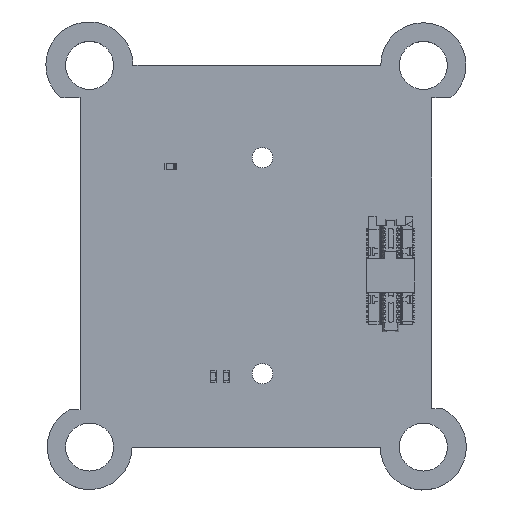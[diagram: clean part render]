
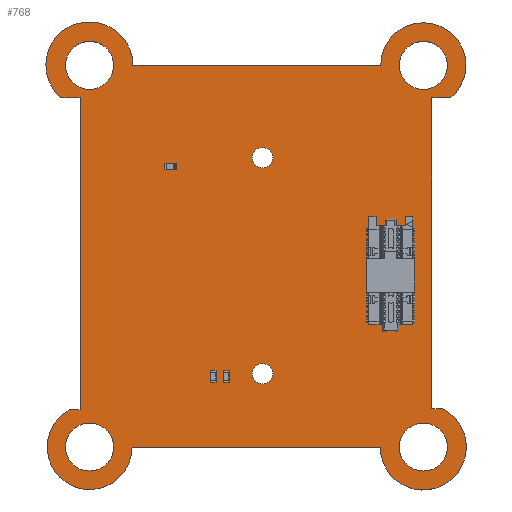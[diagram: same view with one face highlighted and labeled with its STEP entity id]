
A CAD part, top view. The second image highlights one B-rep face of the part: STEP entity #768.
In plain terms, the highlighted planar face has unit normal (0, 0, 1).
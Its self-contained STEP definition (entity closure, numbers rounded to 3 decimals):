
#67 = VERTEX_POINT('',#68);
#68 = CARTESIAN_POINT('',(30.2,-85.7,0.));
#85 = VERTEX_POINT('',#86);
#86 = CARTESIAN_POINT('',(30.2,-111.7,0.));
#92 = EDGE_CURVE('',#67,#85,#93,.T.);
#93 = LINE('',#94,#95);
#94 = CARTESIAN_POINT('',(30.2,-85.7,0.));
#95 = VECTOR('',#96,1.);
#96 = DIRECTION('',(0.,-1.,0.));
#116 = VERTEX_POINT('',#117);
#117 = CARTESIAN_POINT('',(29.3,-85.7,0.));
#123 = EDGE_CURVE('',#67,#116,#124,.T.);
#124 = LINE('',#125,#126);
#125 = CARTESIAN_POINT('',(30.2,-85.7,0.));
#126 = VECTOR('',#127,1.);
#127 = DIRECTION('',(-1.,0.,0.));
#147 = VERTEX_POINT('',#148);
#148 = CARTESIAN_POINT('',(29.3,-111.7,0.));
#154 = EDGE_CURVE('',#85,#147,#155,.T.);
#155 = LINE('',#156,#157);
#156 = CARTESIAN_POINT('',(30.2,-111.7,0.));
#157 = VECTOR('',#158,1.);
#158 = DIRECTION('',(-1.,0.,0.));
#178 = VERTEX_POINT('',#179);
#179 = CARTESIAN_POINT('',(28.6,-85.7,0.));
#185 = EDGE_CURVE('',#116,#178,#186,.T.);
#186 = LINE('',#187,#188);
#187 = CARTESIAN_POINT('',(29.3,-85.7,0.));
#188 = VECTOR('',#189,1.);
#189 = DIRECTION('',(-1.,0.,0.));
#200 = VERTEX_POINT('',#201);
#201 = CARTESIAN_POINT('',(34.536,-114.8,0.));
#217 = EDGE_CURVE('',#200,#147,#218,.T.);
#218 = CIRCLE('',#219,3.536);
#219 = AXIS2_PLACEMENT_3D('',#220,#221,#222);
#220 = CARTESIAN_POINT('',(31.,-114.8,0.));
#221 = DIRECTION('',(0.,-0.,-1.));
#222 = DIRECTION('',(1.,0.,0.));
#243 = VERTEX_POINT('',#244);
#244 = CARTESIAN_POINT('',(31.,-79.388,0.));
#250 = EDGE_CURVE('',#178,#243,#251,.T.);
#251 = CIRCLE('',#252,3.593);
#252 = AXIS2_PLACEMENT_3D('',#253,#254,#255);
#253 = CARTESIAN_POINT('',(30.949,-82.981,0.));
#254 = DIRECTION('',(0.,0.,-1.));
#255 = DIRECTION('',(-0.654,-0.757,-0.));
#266 = VERTEX_POINT('',#267);
#267 = CARTESIAN_POINT('',(55.222,-114.8,0.));
#282 = EDGE_CURVE('',#266,#200,#283,.T.);
#283 = LINE('',#284,#285);
#284 = CARTESIAN_POINT('',(55.222,-114.8,0.));
#285 = VECTOR('',#286,1.);
#286 = DIRECTION('',(-1.,0.,0.));
#307 = VERTEX_POINT('',#308);
#308 = CARTESIAN_POINT('',(34.612,-83.,0.));
#314 = EDGE_CURVE('',#243,#307,#315,.T.);
#315 = CIRCLE('',#316,3.612);
#316 = AXIS2_PLACEMENT_3D('',#317,#318,#319);
#317 = CARTESIAN_POINT('',(31.,-83.,0.));
#318 = DIRECTION('',(0.,0.,-1.));
#319 = DIRECTION('',(0.,1.,0.));
#330 = VERTEX_POINT('',#331);
#331 = CARTESIAN_POINT('',(60.4,-111.6,0.));
#347 = EDGE_CURVE('',#330,#266,#348,.T.);
#348 = CIRCLE('',#349,3.578);
#349 = AXIS2_PLACEMENT_3D('',#350,#351,#352);
#350 = CARTESIAN_POINT('',(58.8,-114.8,0.));
#351 = DIRECTION('',(0.,0.,-1.));
#352 = DIRECTION('',(0.447,0.894,0.));
#363 = VERTEX_POINT('',#364);
#364 = CARTESIAN_POINT('',(55.253,-83.,0.));
#379 = EDGE_CURVE('',#363,#307,#380,.T.);
#380 = LINE('',#381,#382);
#381 = CARTESIAN_POINT('',(55.253,-83.,0.));
#382 = VECTOR('',#383,1.);
#383 = DIRECTION('',(-1.,0.,0.));
#403 = VERTEX_POINT('',#404);
#404 = CARTESIAN_POINT('',(59.5,-111.6,0.));
#410 = EDGE_CURVE('',#330,#403,#411,.T.);
#411 = LINE('',#412,#413);
#412 = CARTESIAN_POINT('',(60.4,-111.6,0.));
#413 = VECTOR('',#414,1.);
#414 = DIRECTION('',(-1.,0.,0.));
#435 = VERTEX_POINT('',#436);
#436 = CARTESIAN_POINT('',(58.8,-79.453,0.));
#442 = EDGE_CURVE('',#363,#435,#443,.T.);
#443 = CIRCLE('',#444,3.547);
#444 = AXIS2_PLACEMENT_3D('',#445,#446,#447);
#445 = CARTESIAN_POINT('',(58.8,-83.,0.));
#446 = DIRECTION('',(0.,0.,-1.));
#447 = DIRECTION('',(-1.,0.,-0.));
#458 = VERTEX_POINT('',#459);
#459 = CARTESIAN_POINT('',(59.5,-85.7,0.));
#474 = EDGE_CURVE('',#458,#403,#475,.T.);
#475 = LINE('',#476,#477);
#476 = CARTESIAN_POINT('',(59.5,-85.7,0.));
#477 = VECTOR('',#478,1.);
#478 = DIRECTION('',(0.,-1.,0.));
#499 = VERTEX_POINT('',#500);
#500 = CARTESIAN_POINT('',(61.1,-85.7,0.));
#506 = EDGE_CURVE('',#435,#499,#507,.T.);
#507 = CIRCLE('',#508,3.542);
#508 = AXIS2_PLACEMENT_3D('',#509,#510,#511);
#509 = CARTESIAN_POINT('',(58.813,-82.995,0.));
#510 = DIRECTION('',(0.,0.,-1.));
#511 = DIRECTION('',(-0.004,1.,0.));
#522 = VERTEX_POINT('',#523);
#523 = CARTESIAN_POINT('',(60.4,-85.7,0.));
#538 = EDGE_CURVE('',#522,#458,#539,.T.);
#539 = LINE('',#540,#541);
#540 = CARTESIAN_POINT('',(60.4,-85.7,0.));
#541 = VECTOR('',#542,1.);
#542 = DIRECTION('',(-1.,0.,0.));
#560 = EDGE_CURVE('',#499,#522,#561,.T.);
#561 = LINE('',#562,#563);
#562 = CARTESIAN_POINT('',(61.1,-85.7,0.));
#563 = VECTOR('',#564,1.);
#564 = DIRECTION('',(-1.,0.,0.));
#575 = VERTEX_POINT('',#576);
#576 = CARTESIAN_POINT('',(33.,-114.8,0.));
#592 = EDGE_CURVE('',#575,#575,#593,.T.);
#593 = CIRCLE('',#594,2.);
#594 = AXIS2_PLACEMENT_3D('',#595,#596,#597);
#595 = CARTESIAN_POINT('',(31.,-114.8,0.));
#596 = DIRECTION('',(0.,0.,1.));
#597 = DIRECTION('',(1.,0.,0.));
#608 = VERTEX_POINT('',#609);
#609 = CARTESIAN_POINT('',(46.25,-108.69,0.));
#625 = EDGE_CURVE('',#608,#608,#626,.T.);
#626 = CIRCLE('',#627,0.85);
#627 = AXIS2_PLACEMENT_3D('',#628,#629,#630);
#628 = CARTESIAN_POINT('',(45.4,-108.69,0.));
#629 = DIRECTION('',(0.,0.,1.));
#630 = DIRECTION('',(1.,0.,0.));
#641 = VERTEX_POINT('',#642);
#642 = CARTESIAN_POINT('',(60.8,-114.8,0.));
#658 = EDGE_CURVE('',#641,#641,#659,.T.);
#659 = CIRCLE('',#660,2.);
#660 = AXIS2_PLACEMENT_3D('',#661,#662,#663);
#661 = CARTESIAN_POINT('',(58.8,-114.8,0.));
#662 = DIRECTION('',(0.,0.,1.));
#663 = DIRECTION('',(1.,0.,0.));
#674 = VERTEX_POINT('',#675);
#675 = CARTESIAN_POINT('',(33.,-83.,0.));
#691 = EDGE_CURVE('',#674,#674,#692,.T.);
#692 = CIRCLE('',#693,2.);
#693 = AXIS2_PLACEMENT_3D('',#694,#695,#696);
#694 = CARTESIAN_POINT('',(31.,-83.,0.));
#695 = DIRECTION('',(0.,0.,1.));
#696 = DIRECTION('',(1.,0.,0.));
#707 = VERTEX_POINT('',#708);
#708 = CARTESIAN_POINT('',(46.25,-90.69,0.));
#724 = EDGE_CURVE('',#707,#707,#725,.T.);
#725 = CIRCLE('',#726,0.85);
#726 = AXIS2_PLACEMENT_3D('',#727,#728,#729);
#727 = CARTESIAN_POINT('',(45.4,-90.69,0.));
#728 = DIRECTION('',(0.,0.,1.));
#729 = DIRECTION('',(1.,0.,0.));
#740 = VERTEX_POINT('',#741);
#741 = CARTESIAN_POINT('',(60.8,-83.,0.));
#757 = EDGE_CURVE('',#740,#740,#758,.T.);
#758 = CIRCLE('',#759,2.);
#759 = AXIS2_PLACEMENT_3D('',#760,#761,#762);
#760 = CARTESIAN_POINT('',(58.8,-83.,0.));
#761 = DIRECTION('',(0.,0.,1.));
#762 = DIRECTION('',(1.,0.,0.));
#768 = ADVANCED_FACE('',(#769,#787,#790,#793,#796,#799,#802),#805,.T.);
#769 = FACE_BOUND('',#770,.T.);
#770 = EDGE_LOOP('',(#771,#772,#773,#774,#775,#776,#777,#778,#779,#780,
    #781,#782,#783,#784,#785,#786));
#771 = ORIENTED_EDGE('',*,*,#92,.T.);
#772 = ORIENTED_EDGE('',*,*,#154,.T.);
#773 = ORIENTED_EDGE('',*,*,#217,.F.);
#774 = ORIENTED_EDGE('',*,*,#282,.F.);
#775 = ORIENTED_EDGE('',*,*,#347,.F.);
#776 = ORIENTED_EDGE('',*,*,#410,.T.);
#777 = ORIENTED_EDGE('',*,*,#474,.F.);
#778 = ORIENTED_EDGE('',*,*,#538,.F.);
#779 = ORIENTED_EDGE('',*,*,#560,.F.);
#780 = ORIENTED_EDGE('',*,*,#506,.F.);
#781 = ORIENTED_EDGE('',*,*,#442,.F.);
#782 = ORIENTED_EDGE('',*,*,#379,.T.);
#783 = ORIENTED_EDGE('',*,*,#314,.F.);
#784 = ORIENTED_EDGE('',*,*,#250,.F.);
#785 = ORIENTED_EDGE('',*,*,#185,.F.);
#786 = ORIENTED_EDGE('',*,*,#123,.F.);
#787 = FACE_BOUND('',#788,.T.);
#788 = EDGE_LOOP('',(#789));
#789 = ORIENTED_EDGE('',*,*,#592,.F.);
#790 = FACE_BOUND('',#791,.T.);
#791 = EDGE_LOOP('',(#792));
#792 = ORIENTED_EDGE('',*,*,#625,.F.);
#793 = FACE_BOUND('',#794,.T.);
#794 = EDGE_LOOP('',(#795));
#795 = ORIENTED_EDGE('',*,*,#658,.F.);
#796 = FACE_BOUND('',#797,.T.);
#797 = EDGE_LOOP('',(#798));
#798 = ORIENTED_EDGE('',*,*,#691,.F.);
#799 = FACE_BOUND('',#800,.T.);
#800 = EDGE_LOOP('',(#801));
#801 = ORIENTED_EDGE('',*,*,#724,.F.);
#802 = FACE_BOUND('',#803,.T.);
#803 = EDGE_LOOP('',(#804));
#804 = ORIENTED_EDGE('',*,*,#757,.F.);
#805 = PLANE('',#806);
#806 = AXIS2_PLACEMENT_3D('',#807,#808,#809);
#807 = CARTESIAN_POINT('',(44.877,-98.582,0.));
#808 = DIRECTION('',(0.,0.,1.));
#809 = DIRECTION('',(1.,0.,0.));
